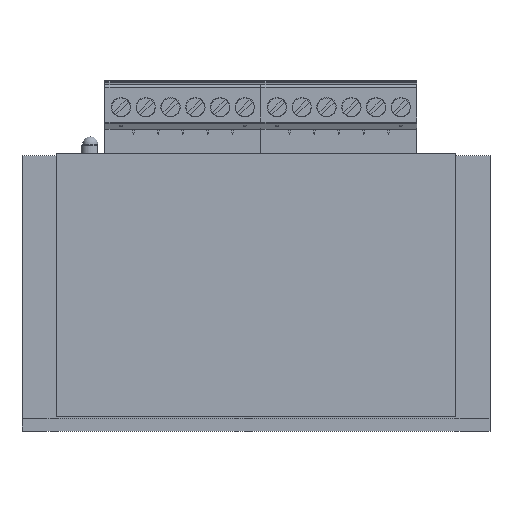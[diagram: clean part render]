
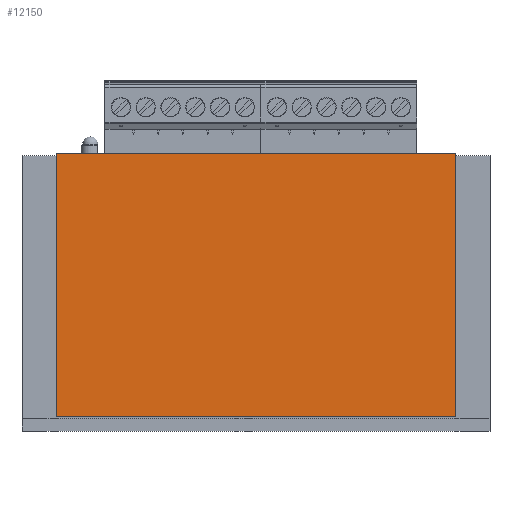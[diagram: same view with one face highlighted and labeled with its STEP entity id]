
A CAD part, left-side view. The second image highlights one B-rep face of the part: STEP entity #12150.
In plain terms, the highlighted planar face has unit normal (-1, 0, 0).
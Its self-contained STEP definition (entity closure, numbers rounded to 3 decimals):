
#1051=FACE_OUTER_BOUND('',#1768,.T.);
#1768=EDGE_LOOP('',(#10391,#10392,#10393,#10394));
#3183=LINE('',#19446,#4592);
#3184=LINE('',#19448,#4593);
#3185=LINE('',#19450,#4594);
#3186=LINE('',#19451,#4595);
#4592=VECTOR('',#16081,10.);
#4593=VECTOR('',#16082,10.);
#4594=VECTOR('',#16083,10.);
#4595=VECTOR('',#16084,10.);
#5652=VERTEX_POINT('',#19444);
#5653=VERTEX_POINT('',#19445);
#5654=VERTEX_POINT('',#19447);
#5655=VERTEX_POINT('',#19449);
#7249=EDGE_CURVE('',#5652,#5653,#3183,.T.);
#7250=EDGE_CURVE('',#5653,#5654,#3184,.T.);
#7251=EDGE_CURVE('',#5654,#5655,#3185,.T.);
#7252=EDGE_CURVE('',#5655,#5652,#3186,.T.);
#10391=ORIENTED_EDGE('',*,*,#7249,.T.);
#10392=ORIENTED_EDGE('',*,*,#7250,.T.);
#10393=ORIENTED_EDGE('',*,*,#7251,.T.);
#10394=ORIENTED_EDGE('',*,*,#7252,.T.);
#11024=PLANE('',#13036);
#12150=ADVANCED_FACE('',(#1051),#11024,.T.);
#13036=AXIS2_PLACEMENT_3D('',#19443,#16079,#16080);
#16079=DIRECTION('center_axis',(-1.,0.,0.));
#16080=DIRECTION('ref_axis',(0.,0.,1.));
#16081=DIRECTION('',(0.,1.,0.));
#16082=DIRECTION('',(0.,0.,-1.));
#16083=DIRECTION('',(0.,-1.,0.));
#16084=DIRECTION('',(0.,0.,1.));
#19443=CARTESIAN_POINT('Origin',(-13.,48.,30.));
#19444=CARTESIAN_POINT('',(-13.,7.,57.));
#19445=CARTESIAN_POINT('',(-13.,89.,57.));
#19446=CARTESIAN_POINT('',(-13.,48.,57.));
#19447=CARTESIAN_POINT('',(-13.,89.,3.));
#19448=CARTESIAN_POINT('',(-13.,89.,30.));
#19449=CARTESIAN_POINT('',(-13.,7.,3.));
#19450=CARTESIAN_POINT('',(-13.,48.,3.));
#19451=CARTESIAN_POINT('',(-13.,7.,30.));
